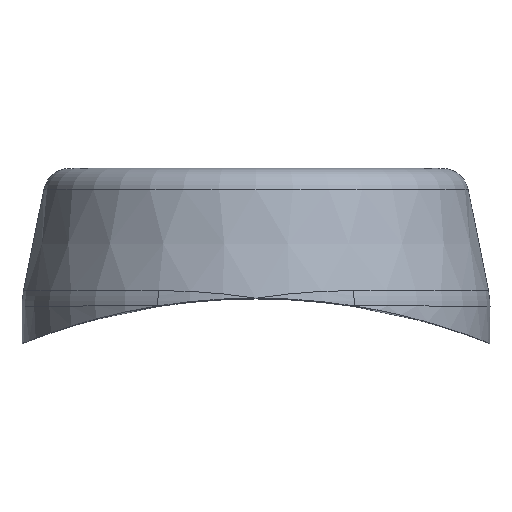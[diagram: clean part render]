
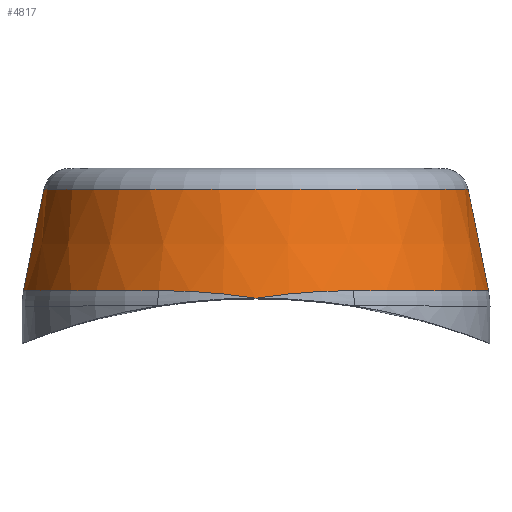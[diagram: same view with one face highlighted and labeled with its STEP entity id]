
A CAD part, top view. The second image highlights one B-rep face of the part: STEP entity #4817.
In plain terms, the highlighted conical face has half-angle 11.31 degrees and reference radius 9 mm.
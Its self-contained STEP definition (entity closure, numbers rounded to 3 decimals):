
#49 = CONICAL_SURFACE ( 'NONE', #3741, 9., 0.197 ) ;
#334 = EDGE_CURVE ( 'NONE', #13375, #680, #8899, .T. ) ;
#680 = VERTEX_POINT ( 'NONE', #4322 ) ;
#717 = CARTESIAN_POINT ( 'NONE',  ( 0.159, 0.025, 8.995 ) ) ;
#1319 = CARTESIAN_POINT ( 'NONE',  ( 0., 0.291, 0. ) ) ;
#1376 = B_SPLINE_CURVE_WITH_KNOTS ( 'NONE', 3,
 ( #4959, #11262, #3893, #11221, #6037, #2959 ),
 .UNSPECIFIED., .F., .F.,
 ( 4, 2, 4 ),
 ( 0., 0.002, 0.004 ),
 .UNSPECIFIED. ) ;
#1391 = AXIS2_PLACEMENT_3D ( 'NONE', #1319, #7698, #4684 ) ;
#1883 = CARTESIAN_POINT ( 'NONE',  ( -8.942, 0.291, 0. ) ) ;
#2294 = CARTESIAN_POINT ( 'NONE',  ( 9., 0., 0. ) ) ;
#2510 = ORIENTED_EDGE ( 'NONE', *, *, #13445, .T. ) ;
#2959 = CARTESIAN_POINT ( 'NONE',  ( 0., 0., 9. ) ) ;
#3258 = CIRCLE ( 'NONE', #1391, 8.942 ) ;
#3741 = AXIS2_PLACEMENT_3D ( 'NONE', #7085, #12137, #9150 ) ;
#3893 = CARTESIAN_POINT ( 'NONE',  ( -2.537, 0.269, 8.603 ) ) ;
#4105 = VERTEX_POINT ( 'NONE', #1883 ) ;
#4309 = ORIENTED_EDGE ( 'NONE', *, *, #334, .T. ) ;
#4322 = CARTESIAN_POINT ( 'NONE',  ( -8.161, 4.196, 0. ) ) ;
#4684 = DIRECTION ( 'NONE',  ( 1., 0., 0. ) ) ;
#4721 = DIRECTION ( 'NONE',  ( 0., -1., 0. ) ) ;
#4817 = ADVANCED_FACE ( 'NONE', ( #12518 ), #49, .T. ) ;
#4882 = CARTESIAN_POINT ( 'NONE',  ( -9., 0., 0. ) ) ;
#4885 = CARTESIAN_POINT ( 'NONE',  ( 0.643, 0.092, 8.96 ) ) ;
#4959 = CARTESIAN_POINT ( 'NONE',  ( -3.752, 0.291, 8.117 ) ) ;
#6037 = CARTESIAN_POINT ( 'NONE',  ( -0.645, 0.1, 8.98 ) ) ;
#6046 = CARTESIAN_POINT ( 'NONE',  ( 0.802, 0.112, 8.943 ) ) ;
#6800 = DIRECTION ( 'NONE',  ( -1., 0., 0. ) ) ;
#6812 = CARTESIAN_POINT ( 'NONE',  ( 0., 0., 9. ) ) ;
#6851 = CARTESIAN_POINT ( 'NONE',  ( 8.161, 4.196, 0. ) ) ;
#7085 = CARTESIAN_POINT ( 'NONE',  ( 0., 0., 0. ) ) ;
#7208 = CIRCLE ( 'NONE', #11319, 8.942 ) ;
#7420 = ORIENTED_EDGE ( 'NONE', *, *, #12795, .F. ) ;
#7698 = DIRECTION ( 'NONE',  ( 0., 1., 0. ) ) ;
#7788 = ORIENTED_EDGE ( 'NONE', *, *, #12288, .T. ) ;
#7986 = CARTESIAN_POINT ( 'NONE',  ( 0.322, 0.049, 8.986 ) ) ;
#8073 = CARTESIAN_POINT ( 'NONE',  ( 1.596, 0.198, 8.823 ) ) ;
#8263 = EDGE_CURVE ( 'NONE', #11889, #12179, #3258, .T. ) ;
#8267 = LINE ( 'NONE', #2294, #12343 ) ;
#8441 = VECTOR ( 'NONE', #9277, 1000. ) ;
#8731 = ORIENTED_EDGE ( 'NONE', *, *, #11502, .T. ) ;
#8739 = VERTEX_POINT ( 'NONE', #12994 ) ;
#8837 = CARTESIAN_POINT ( 'NONE',  ( -3.752, 0.291, 8.117 ) ) ;
#8848 = AXIS2_PLACEMENT_3D ( 'NONE', #13081, #4721, #6800 ) ;
#8899 = CIRCLE ( 'NONE', #8848, 8.161 ) ;
#8923 = DIRECTION ( 'NONE',  ( 1., 0., 0. ) ) ;
#9150 = DIRECTION ( 'NONE',  ( 1., 0., 0. ) ) ;
#9277 = DIRECTION ( 'NONE',  ( -0.196, -0.981, 0. ) ) ;
#9303 = ORIENTED_EDGE ( 'NONE', *, *, #8263, .T. ) ;
#9469 = VERTEX_POINT ( 'NONE', #8837 ) ;
#9651 = DIRECTION ( 'NONE',  ( 0.196, -0.981, 0. ) ) ;
#9755 = LINE ( 'NONE', #4882, #8441 ) ;
#10020 = EDGE_CURVE ( 'NONE', #4105, #9469, #7208, .T. ) ;
#11048 = CARTESIAN_POINT ( 'NONE',  ( 2.537, 0.269, 8.603 ) ) ;
#11184 = CARTESIAN_POINT ( 'NONE',  ( 1.28, 0.167, 8.88 ) ) ;
#11221 = CARTESIAN_POINT ( 'NONE',  ( -1.283, 0.174, 8.896 ) ) ;
#11262 = CARTESIAN_POINT ( 'NONE',  ( -3.158, 0.291, 8.391 ) ) ;
#11319 = AXIS2_PLACEMENT_3D ( 'NONE', #12886, #12016, #8923 ) ;
#11502 = EDGE_CURVE ( 'NONE', #9469, #8739, #1376, .T. ) ;
#11638 = EDGE_LOOP ( 'NONE', ( #4309, #2510, #12177, #8731, #7788, #9303, #7420 ) ) ;
#11889 = VERTEX_POINT ( 'NONE', #13019 ) ;
#12016 = DIRECTION ( 'NONE',  ( 0., 1., 0. ) ) ;
#12137 = DIRECTION ( 'NONE',  ( 0., -1., 0. ) ) ;
#12177 = ORIENTED_EDGE ( 'NONE', *, *, #10020, .T. ) ;
#12179 = VERTEX_POINT ( 'NONE', #12954 ) ;
#12183 = CARTESIAN_POINT ( 'NONE',  ( 3.752, 0.291, 8.117 ) ) ;
#12267 = CARTESIAN_POINT ( 'NONE',  ( 3.158, 0.291, 8.391 ) ) ;
#12288 = EDGE_CURVE ( 'NONE', #8739, #11889, #13383, .T. ) ;
#12343 = VECTOR ( 'NONE', #9651, 1000. ) ;
#12518 = FACE_OUTER_BOUND ( 'NONE', #11638, .T. ) ;
#12795 = EDGE_CURVE ( 'NONE', #13375, #12179, #8267, .T. ) ;
#12886 = CARTESIAN_POINT ( 'NONE',  ( 0., 0.291, 0. ) ) ;
#12954 = CARTESIAN_POINT ( 'NONE',  ( 8.942, 0.291, 0. ) ) ;
#12994 = CARTESIAN_POINT ( 'NONE',  ( 0., 0., 9. ) ) ;
#13019 = CARTESIAN_POINT ( 'NONE',  ( 3.752, 0.291, 8.117 ) ) ;
#13081 = CARTESIAN_POINT ( 'NONE',  ( 0., 4.196, 0. ) ) ;
#13375 = VERTEX_POINT ( 'NONE', #6851 ) ;
#13383 = B_SPLINE_CURVE_WITH_KNOTS ( 'NONE', 3,
 ( #6812, #717, #7986, #4885, #6046, #11184, #8073, #11048, #12267, #12183 ),
 .UNSPECIFIED., .F., .F.,
 ( 4, 2, 2, 2, 4 ),
 ( 0., 0., 0.001, 0.002, 0.004 ),
 .UNSPECIFIED. ) ;
#13445 = EDGE_CURVE ( 'NONE', #680, #4105, #9755, .T. ) ;
